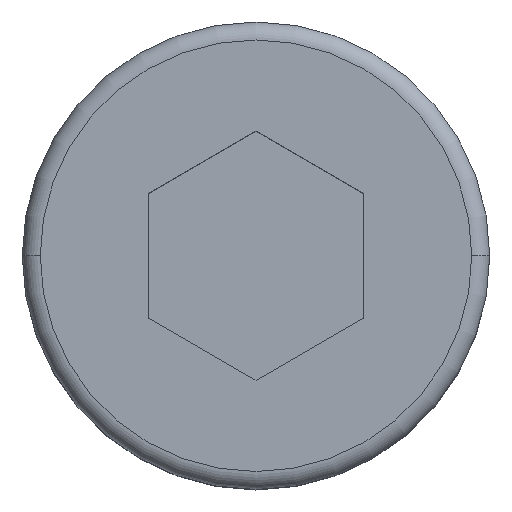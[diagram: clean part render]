
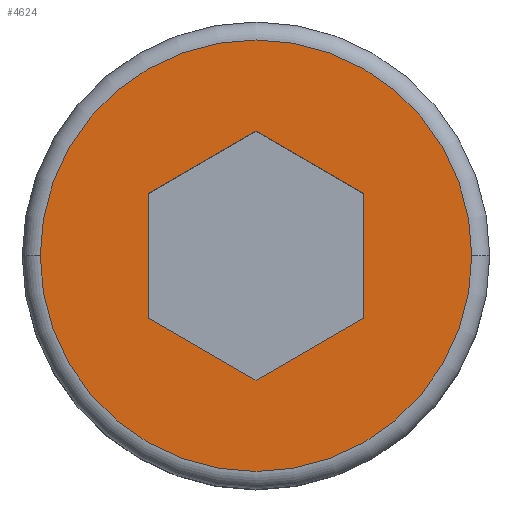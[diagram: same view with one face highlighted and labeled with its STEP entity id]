
A CAD part, top view. The second image highlights one B-rep face of the part: STEP entity #4624.
In plain terms, the highlighted planar face has unit normal (0, 0, 1).
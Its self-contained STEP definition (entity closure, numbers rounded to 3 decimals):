
#108 = CARTESIAN_POINT ( 'NONE',  ( 3., 1.732, 0. ) ) ;
#292 = DIRECTION ( 'NONE',  ( -0.866, -0.5, 0. ) ) ;
#326 = DIRECTION ( 'NONE',  ( 0., -1., 0. ) ) ;
#506 = DIRECTION ( 'NONE',  ( 0., 0., 1. ) ) ;
#523 = LINE ( 'NONE', #4010, #5538 ) ;
#571 = VERTEX_POINT ( 'NONE', #1737 ) ;
#722 = FACE_BOUND ( 'NONE', #6953, .T. ) ;
#773 = VERTEX_POINT ( 'NONE', #4759 ) ;
#909 = PLANE ( 'NONE',  #5521 ) ;
#1030 = CARTESIAN_POINT ( 'NONE',  ( -3., 1.732, 0. ) ) ;
#1043 = EDGE_CURVE ( 'NONE', #6900, #2263, #6591, .T. ) ;
#1172 = LINE ( 'NONE', #7247, #2237 ) ;
#1296 = LINE ( 'NONE', #5272, #7573 ) ;
#1400 = CIRCLE ( 'NONE', #8007, 6. ) ;
#1501 = LINE ( 'NONE', #5255, #7864 ) ;
#1520 = CARTESIAN_POINT ( 'NONE',  ( 3., -1.732, 0. ) ) ;
#1541 = ORIENTED_EDGE ( 'NONE', *, *, #5900, .F. ) ;
#1590 = VECTOR ( 'NONE', #2610, 1000. ) ;
#1600 = DIRECTION ( 'NONE',  ( 0., 0., 1. ) ) ;
#1681 = FACE_OUTER_BOUND ( 'NONE', #4329, .T. ) ;
#1737 = CARTESIAN_POINT ( 'NONE',  ( -3., -1.732, 0. ) ) ;
#2184 = CARTESIAN_POINT ( 'NONE',  ( -6., 0., 0. ) ) ;
#2237 = VECTOR ( 'NONE', #3598, 1000. ) ;
#2263 = VERTEX_POINT ( 'NONE', #2184 ) ;
#2317 = EDGE_CURVE ( 'NONE', #7909, #3667, #1172, .T. ) ;
#2610 = DIRECTION ( 'NONE',  ( 0.866, -0.5, 0. ) ) ;
#2637 = DIRECTION ( 'NONE',  ( 1., 0., 0. ) ) ;
#2739 = CARTESIAN_POINT ( 'NONE',  ( 0., 3.464, 0. ) ) ;
#2838 = CARTESIAN_POINT ( 'NONE',  ( 0., 0., 0. ) ) ;
#2973 = DIRECTION ( 'NONE',  ( 1., 0., 0. ) ) ;
#3364 = VERTEX_POINT ( 'NONE', #1030 ) ;
#3598 = DIRECTION ( 'NONE',  ( 0., 1., 0. ) ) ;
#3667 = VERTEX_POINT ( 'NONE', #108 ) ;
#3694 = LINE ( 'NONE', #6728, #3900 ) ;
#3696 = DIRECTION ( 'NONE',  ( 0.866, 0.5, 0. ) ) ;
#3839 = CARTESIAN_POINT ( 'NONE',  ( 6., 0., 0. ) ) ;
#3900 = VECTOR ( 'NONE', #3696, 1000. ) ;
#4010 = CARTESIAN_POINT ( 'NONE',  ( -3., 1.732, 0. ) ) ;
#4088 = ORIENTED_EDGE ( 'NONE', *, *, #4912, .T. ) ;
#4190 = CARTESIAN_POINT ( 'NONE',  ( 0., 0., 0. ) ) ;
#4329 = EDGE_LOOP ( 'NONE', ( #6178, #4088 ) ) ;
#4624 = ADVANCED_FACE ( 'NONE', ( #1681, #722 ), #909, .T. ) ;
#4657 = AXIS2_PLACEMENT_3D ( 'NONE', #4190, #506, #2973 ) ;
#4759 = CARTESIAN_POINT ( 'NONE',  ( 0., -3.464, 0. ) ) ;
#4901 = EDGE_CURVE ( 'NONE', #571, #773, #7378, .T. ) ;
#4912 = EDGE_CURVE ( 'NONE', #2263, #6900, #1400, .T. ) ;
#5112 = DIRECTION ( 'NONE',  ( 0., 0., 1. ) ) ;
#5255 = CARTESIAN_POINT ( 'NONE',  ( 3., 1.732, 0. ) ) ;
#5272 = CARTESIAN_POINT ( 'NONE',  ( 0., 3.464, 0. ) ) ;
#5400 = ORIENTED_EDGE ( 'NONE', *, *, #4901, .F. ) ;
#5521 = AXIS2_PLACEMENT_3D ( 'NONE', #2838, #1600, #5870 ) ;
#5538 = VECTOR ( 'NONE', #326, 1000. ) ;
#5734 = ORIENTED_EDGE ( 'NONE', *, *, #2317, .F. ) ;
#5740 = CARTESIAN_POINT ( 'NONE',  ( 0., 0., 0. ) ) ;
#5870 = DIRECTION ( 'NONE',  ( 1., 0., 0. ) ) ;
#5890 = EDGE_CURVE ( 'NONE', #3364, #571, #523, .T. ) ;
#5900 = EDGE_CURVE ( 'NONE', #3667, #6421, #1501, .T. ) ;
#6003 = ORIENTED_EDGE ( 'NONE', *, *, #6618, .F. ) ;
#6178 = ORIENTED_EDGE ( 'NONE', *, *, #1043, .T. ) ;
#6421 = VERTEX_POINT ( 'NONE', #2739 ) ;
#6548 = DIRECTION ( 'NONE',  ( -0.866, 0.5, 0. ) ) ;
#6591 = CIRCLE ( 'NONE', #4657, 6. ) ;
#6601 = ORIENTED_EDGE ( 'NONE', *, *, #7567, .F. ) ;
#6618 = EDGE_CURVE ( 'NONE', #6421, #3364, #1296, .T. ) ;
#6728 = CARTESIAN_POINT ( 'NONE',  ( 0., -3.464, 0. ) ) ;
#6879 = CARTESIAN_POINT ( 'NONE',  ( -3., -1.732, 0. ) ) ;
#6900 = VERTEX_POINT ( 'NONE', #3839 ) ;
#6953 = EDGE_LOOP ( 'NONE', ( #7051, #6003, #1541, #5734, #6601, #5400 ) ) ;
#7051 = ORIENTED_EDGE ( 'NONE', *, *, #5890, .F. ) ;
#7247 = CARTESIAN_POINT ( 'NONE',  ( 3., -1.732, 0. ) ) ;
#7378 = LINE ( 'NONE', #6879, #1590 ) ;
#7567 = EDGE_CURVE ( 'NONE', #773, #7909, #3694, .T. ) ;
#7573 = VECTOR ( 'NONE', #292, 1000. ) ;
#7864 = VECTOR ( 'NONE', #6548, 1000. ) ;
#7909 = VERTEX_POINT ( 'NONE', #1520 ) ;
#8007 = AXIS2_PLACEMENT_3D ( 'NONE', #5740, #5112, #2637 ) ;
